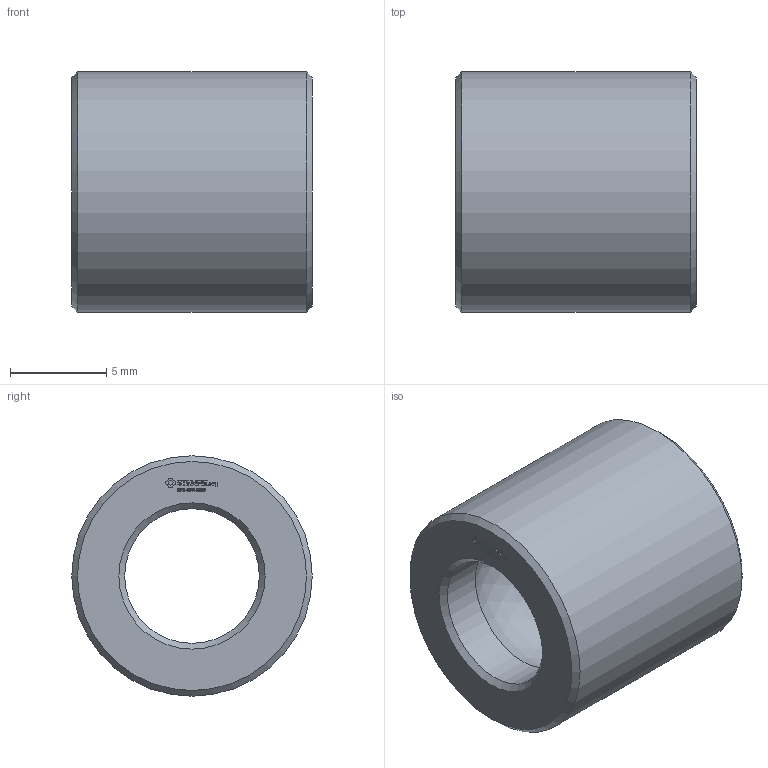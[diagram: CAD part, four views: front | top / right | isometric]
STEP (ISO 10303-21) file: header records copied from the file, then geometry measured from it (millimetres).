
FILE_DESCRIPTION(('FreeCAD Model'),'2;1');
FILE_NAME('Open CASCADE Shape Model','2024-01-02T00:15:00',(''),(''), 'Open CASCADE STEP processor 7.6','FreeCAD','Unknown');
FILE_SCHEMA(('AUTOMOTIVE_DESIGN { 1 0 10303 214 1 1 1 1 }'));
Length unit declared in the file: millimetre
Products named in the file (1): Spacer FRE BU01.00x01.00 - SPN-SPR-0053 (stemfie.org)
Bounding box: 12.5 x 12.5 x 12.5 mm (x, y, z)
Volume: 933 mm3; surface area: 953 mm2
Topology: 1 solids, 1 shells, 469 faces, 1298 edges, 863 vertices
Faces by surface type: plane 304, extrusion 156, cone 4, cylinder 3, sphere 2
Full cylindrical faces by diameter (mm): 7 x2, 12.5 x1
Entity records: 31861 total; most frequent: CARTESIAN_POINT 6787, DIRECTION 4067, VECTOR 3409, LINE 3253, ORIENTED_EDGE 2596, PCURVE 2596, DEFINITIONAL_REPRESENTATION 2596, EDGE_CURVE 1298
